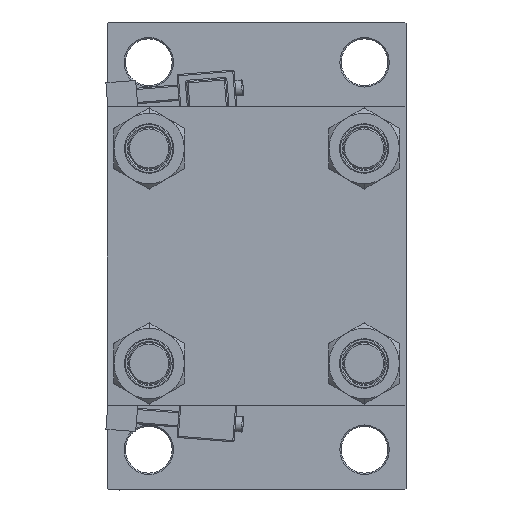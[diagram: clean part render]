
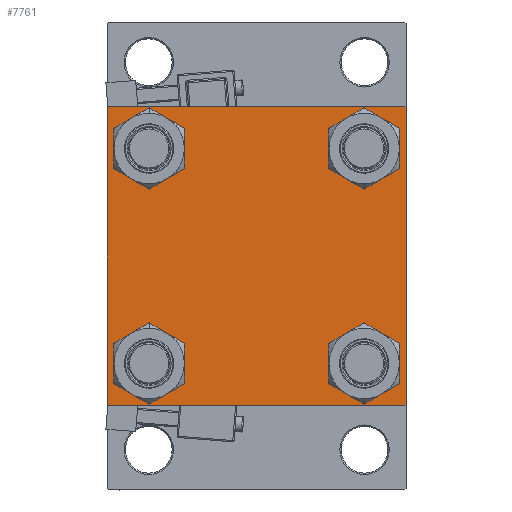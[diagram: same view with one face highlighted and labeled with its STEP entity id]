
A CAD part, left-side view. The second image highlights one B-rep face of the part: STEP entity #7761.
In plain terms, the highlighted planar face has unit normal (-1, 0, 0).
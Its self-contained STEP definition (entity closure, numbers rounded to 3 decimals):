
#488 = FACE_OUTER_BOUND ( 'NONE', #8463, .T. ) ;
#930 = CIRCLE ( 'NONE', #1741, 8.5 ) ;
#1029 = ORIENTED_EDGE ( 'NONE', *, *, #8815, .T. ) ;
#1741 = AXIS2_PLACEMENT_3D ( 'NONE', #17664, #3287, #32813 ) ;
#2427 = CARTESIAN_POINT ( 'NONE',  ( 0., -57., 57.5 ) ) ;
#2654 = ORIENTED_EDGE ( 'NONE', *, *, #21602, .T. ) ;
#3092 = EDGE_CURVE ( 'NONE', #39013, #49048, #42929, .T. ) ;
#3174 = LINE ( 'NONE', #18310, #43699 ) ;
#3287 = DIRECTION ( 'NONE',  ( 1., 0., 0. ) ) ;
#3341 = ORIENTED_EDGE ( 'NONE', *, *, #47874, .T. ) ;
#3345 = CARTESIAN_POINT ( 'NONE',  ( 0., 57.25, -57.25 ) ) ;
#3467 = CARTESIAN_POINT ( 'NONE',  ( 0., -57.5, -57. ) ) ;
#3753 = ORIENTED_EDGE ( 'NONE', *, *, #34972, .F. ) ;
#3988 = EDGE_CURVE ( 'NONE', #36450, #10474, #930, .T. ) ;
#4977 = AXIS2_PLACEMENT_3D ( 'NONE', #20134, #46631, #27468 ) ;
#5534 = CARTESIAN_POINT ( 'NONE',  ( 0., 41.35, -32.85 ) ) ;
#6207 = CARTESIAN_POINT ( 'NONE',  ( 0., 41.35, -49.85 ) ) ;
#6361 = ORIENTED_EDGE ( 'NONE', *, *, #17862, .T. ) ;
#6618 = ORIENTED_EDGE ( 'NONE', *, *, #14629, .T. ) ;
#6762 = AXIS2_PLACEMENT_3D ( 'NONE', #42399, #8817, #12103 ) ;
#7031 = CIRCLE ( 'NONE', #19887, 8.5 ) ;
#7441 = LINE ( 'NONE', #29638, #34810 ) ;
#7761 = ADVANCED_FACE ( 'NONE', ( #8788, #23930, #39324, #19651, #488 ), #31258, .T. ) ;
#8185 = EDGE_CURVE ( 'NONE', #44888, #31771, #7441, .T. ) ;
#8463 = EDGE_LOOP ( 'NONE', ( #1029, #41642, #12136, #6618, #10518, #28831, #3753, #3341 ) ) ;
#8484 = EDGE_CURVE ( 'NONE', #49048, #48460, #21761, .T. ) ;
#8539 = LINE ( 'NONE', #8780, #16509 ) ;
#8780 = CARTESIAN_POINT ( 'NONE',  ( 0., -57.5, 57.5 ) ) ;
#8788 = FACE_BOUND ( 'NONE', #45324, .T. ) ;
#8815 = EDGE_CURVE ( 'NONE', #49299, #39013, #3174, .T. ) ;
#8817 = DIRECTION ( 'NONE',  ( 1., 0., 0. ) ) ;
#8957 = VECTOR ( 'NONE', #34116, 1000. ) ;
#9117 = CARTESIAN_POINT ( 'NONE',  ( 0., -57.5, 57. ) ) ;
#10353 = CARTESIAN_POINT ( 'NONE',  ( 0., 41.35, 32.85 ) ) ;
#10474 = VERTEX_POINT ( 'NONE', #47645 ) ;
#10518 = ORIENTED_EDGE ( 'NONE', *, *, #47188, .F. ) ;
#11214 = VERTEX_POINT ( 'NONE', #13360 ) ;
#11870 = CARTESIAN_POINT ( 'NONE',  ( 0., -41.35, 41.35 ) ) ;
#11959 = ORIENTED_EDGE ( 'NONE', *, *, #39343, .T. ) ;
#12103 = DIRECTION ( 'NONE',  ( 0., 0., 1. ) ) ;
#12136 = ORIENTED_EDGE ( 'NONE', *, *, #8484, .T. ) ;
#12238 = CARTESIAN_POINT ( 'NONE',  ( 0., 57., 57.5 ) ) ;
#12439 = LINE ( 'NONE', #20259, #32618 ) ;
#13040 = VECTOR ( 'NONE', #27230, 1000. ) ;
#13197 = EDGE_CURVE ( 'NONE', #11214, #19043, #28342, .T. ) ;
#13360 = CARTESIAN_POINT ( 'NONE',  ( 0., -41.35, 32.85 ) ) ;
#14439 = VERTEX_POINT ( 'NONE', #12238 ) ;
#14523 = DIRECTION ( 'NONE',  ( 0., 0., -1. ) ) ;
#14629 = EDGE_CURVE ( 'NONE', #48460, #43234, #15479, .T. ) ;
#14964 = AXIS2_PLACEMENT_3D ( 'NONE', #48340, #28924, #37003 ) ;
#15479 = LINE ( 'NONE', #19023, #30845 ) ;
#15786 = CARTESIAN_POINT ( 'NONE',  ( 0., 57., -57.5 ) ) ;
#16482 = EDGE_CURVE ( 'NONE', #10474, #36450, #34126, .T. ) ;
#16509 = VECTOR ( 'NONE', #36020, 1000. ) ;
#17234 = CARTESIAN_POINT ( 'NONE',  ( 0., 41.35, 41.35 ) ) ;
#17275 = CARTESIAN_POINT ( 'NONE',  ( 0., 41.35, 49.85 ) ) ;
#17373 = VERTEX_POINT ( 'NONE', #10353 ) ;
#17646 = VERTEX_POINT ( 'NONE', #6207 ) ;
#17664 = CARTESIAN_POINT ( 'NONE',  ( 0., -41.35, -41.35 ) ) ;
#17862 = EDGE_CURVE ( 'NONE', #17373, #21990, #22891, .T. ) ;
#18310 = CARTESIAN_POINT ( 'NONE',  ( 0., 57.5, 57.5 ) ) ;
#18513 = ORIENTED_EDGE ( 'NONE', *, *, #13197, .T. ) ;
#19023 = CARTESIAN_POINT ( 'NONE',  ( 0., -57.25, -57.25 ) ) ;
#19043 = VERTEX_POINT ( 'NONE', #19982 ) ;
#19621 = CIRCLE ( 'NONE', #6762, 8.5 ) ;
#19650 = AXIS2_PLACEMENT_3D ( 'NONE', #24361, #42806, #20575 ) ;
#19651 = FACE_BOUND ( 'NONE', #39482, .T. ) ;
#19887 = AXIS2_PLACEMENT_3D ( 'NONE', #24394, #32464, #24890 ) ;
#19982 = CARTESIAN_POINT ( 'NONE',  ( 0., -41.35, 49.85 ) ) ;
#20134 = CARTESIAN_POINT ( 'NONE',  ( 0., 0., 0. ) ) ;
#20259 = CARTESIAN_POINT ( 'NONE',  ( 0., 57.25, 57.25 ) ) ;
#20367 = CIRCLE ( 'NONE', #38106, 8.5 ) ;
#20575 = DIRECTION ( 'NONE',  ( 0., 0., 1. ) ) ;
#21602 = EDGE_CURVE ( 'NONE', #46068, #17646, #43162, .T. ) ;
#21761 = LINE ( 'NONE', #40933, #13040 ) ;
#21990 = VERTEX_POINT ( 'NONE', #17275 ) ;
#22857 = CARTESIAN_POINT ( 'NONE',  ( 0., 57.5, -57. ) ) ;
#22891 = CIRCLE ( 'NONE', #29324, 8.5 ) ;
#23108 = EDGE_LOOP ( 'NONE', ( #26039, #23566 ) ) ;
#23318 = DIRECTION ( 'NONE',  ( 0., 0.707, -0.707 ) ) ;
#23566 = ORIENTED_EDGE ( 'NONE', *, *, #3988, .T. ) ;
#23930 = FACE_BOUND ( 'NONE', #23108, .T. ) ;
#24361 = CARTESIAN_POINT ( 'NONE',  ( 0., -41.35, -41.35 ) ) ;
#24394 = CARTESIAN_POINT ( 'NONE',  ( 0., 41.35, 41.35 ) ) ;
#24890 = DIRECTION ( 'NONE',  ( 0., 0., 1. ) ) ;
#25052 = DIRECTION ( 'NONE',  ( 1., 0., 0. ) ) ;
#25072 = DIRECTION ( 'NONE',  ( 0., 0., 1. ) ) ;
#26039 = ORIENTED_EDGE ( 'NONE', *, *, #16482, .T. ) ;
#26958 = ORIENTED_EDGE ( 'NONE', *, *, #41230, .T. ) ;
#27230 = DIRECTION ( 'NONE',  ( 0., -1., 0. ) ) ;
#27468 = DIRECTION ( 'NONE',  ( 0., 0., 1. ) ) ;
#27668 = EDGE_CURVE ( 'NONE', #21990, #17373, #7031, .T. ) ;
#28342 = CIRCLE ( 'NONE', #42872, 8.5 ) ;
#28831 = ORIENTED_EDGE ( 'NONE', *, *, #8185, .T. ) ;
#28924 = DIRECTION ( 'NONE',  ( 1., 0., 0. ) ) ;
#28938 = CARTESIAN_POINT ( 'NONE',  ( 0., 57.5, 57.5 ) ) ;
#29324 = AXIS2_PLACEMENT_3D ( 'NONE', #17234, #25052, #36672 ) ;
#29381 = DIRECTION ( 'NONE',  ( 0., 0.707, 0.707 ) ) ;
#29638 = CARTESIAN_POINT ( 'NONE',  ( 0., -57.25, 57.25 ) ) ;
#30845 = VECTOR ( 'NONE', #38945, 1000. ) ;
#31258 = PLANE ( 'NONE',  #4977 ) ;
#31771 = VERTEX_POINT ( 'NONE', #2427 ) ;
#31992 = LINE ( 'NONE', #28938, #35485 ) ;
#32464 = DIRECTION ( 'NONE',  ( 1., 0., 0. ) ) ;
#32618 = VECTOR ( 'NONE', #23318, 1000. ) ;
#32652 = CARTESIAN_POINT ( 'NONE',  ( 0., -41.35, 41.35 ) ) ;
#32813 = DIRECTION ( 'NONE',  ( 0., 0., 1. ) ) ;
#34116 = DIRECTION ( 'NONE',  ( 0., -0.707, -0.707 ) ) ;
#34126 = CIRCLE ( 'NONE', #19650, 8.5 ) ;
#34810 = VECTOR ( 'NONE', #29381, 1000. ) ;
#34828 = DIRECTION ( 'NONE',  ( 0., 0., 1. ) ) ;
#34972 = EDGE_CURVE ( 'NONE', #14439, #31771, #31992, .T. ) ;
#35485 = VECTOR ( 'NONE', #40552, 1000. ) ;
#36020 = DIRECTION ( 'NONE',  ( 0., 0., -1. ) ) ;
#36450 = VERTEX_POINT ( 'NONE', #45274 ) ;
#36672 = DIRECTION ( 'NONE',  ( 0., 0., 1. ) ) ;
#37003 = DIRECTION ( 'NONE',  ( 0., 0., 1. ) ) ;
#37410 = ORIENTED_EDGE ( 'NONE', *, *, #27668, .T. ) ;
#38106 = AXIS2_PLACEMENT_3D ( 'NONE', #11870, #46423, #34828 ) ;
#38203 = EDGE_LOOP ( 'NONE', ( #2654, #26958 ) ) ;
#38945 = DIRECTION ( 'NONE',  ( 0., -0.707, 0.707 ) ) ;
#39013 = VERTEX_POINT ( 'NONE', #22857 ) ;
#39324 = FACE_BOUND ( 'NONE', #38203, .T. ) ;
#39343 = EDGE_CURVE ( 'NONE', #19043, #11214, #20367, .T. ) ;
#39482 = EDGE_LOOP ( 'NONE', ( #37410, #6361 ) ) ;
#40552 = DIRECTION ( 'NONE',  ( 0., -1., 0. ) ) ;
#40933 = CARTESIAN_POINT ( 'NONE',  ( 0., 57.5, -57.5 ) ) ;
#41230 = EDGE_CURVE ( 'NONE', #17646, #46068, #19621, .T. ) ;
#41642 = ORIENTED_EDGE ( 'NONE', *, *, #3092, .T. ) ;
#42399 = CARTESIAN_POINT ( 'NONE',  ( 0., 41.35, -41.35 ) ) ;
#42806 = DIRECTION ( 'NONE',  ( 1., 0., 0. ) ) ;
#42872 = AXIS2_PLACEMENT_3D ( 'NONE', #32652, #48025, #25072 ) ;
#42929 = LINE ( 'NONE', #3345, #8957 ) ;
#43162 = CIRCLE ( 'NONE', #14964, 8.5 ) ;
#43234 = VERTEX_POINT ( 'NONE', #3467 ) ;
#43699 = VECTOR ( 'NONE', #14523, 1000. ) ;
#44888 = VERTEX_POINT ( 'NONE', #9117 ) ;
#45274 = CARTESIAN_POINT ( 'NONE',  ( 0., -41.35, -49.85 ) ) ;
#45324 = EDGE_LOOP ( 'NONE', ( #11959, #18513 ) ) ;
#45502 = CARTESIAN_POINT ( 'NONE',  ( 0., 57.5, 57. ) ) ;
#46068 = VERTEX_POINT ( 'NONE', #5534 ) ;
#46423 = DIRECTION ( 'NONE',  ( 1., 0., 0. ) ) ;
#46631 = DIRECTION ( 'NONE',  ( -1., 0., 0. ) ) ;
#47188 = EDGE_CURVE ( 'NONE', #44888, #43234, #8539, .T. ) ;
#47279 = CARTESIAN_POINT ( 'NONE',  ( 0., -57., -57.5 ) ) ;
#47645 = CARTESIAN_POINT ( 'NONE',  ( 0., -41.35, -32.85 ) ) ;
#47874 = EDGE_CURVE ( 'NONE', #14439, #49299, #12439, .T. ) ;
#48025 = DIRECTION ( 'NONE',  ( 1., 0., 0. ) ) ;
#48340 = CARTESIAN_POINT ( 'NONE',  ( 0., 41.35, -41.35 ) ) ;
#48460 = VERTEX_POINT ( 'NONE', #47279 ) ;
#49048 = VERTEX_POINT ( 'NONE', #15786 ) ;
#49299 = VERTEX_POINT ( 'NONE', #45502 ) ;
